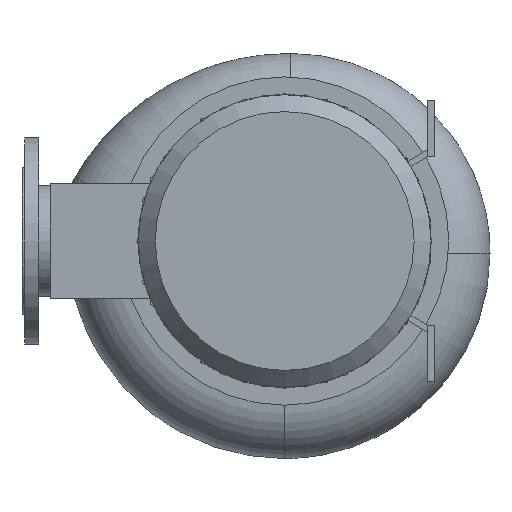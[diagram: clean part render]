
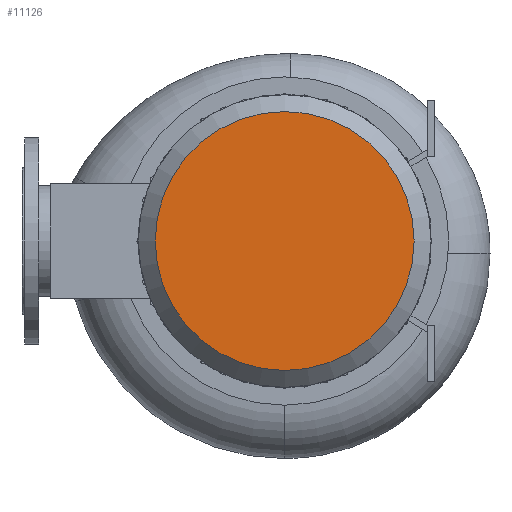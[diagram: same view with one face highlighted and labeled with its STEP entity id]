
A CAD part, left-side view. The second image highlights one B-rep face of the part: STEP entity #11126.
In plain terms, the highlighted planar face has unit normal (-1, 0, 0).
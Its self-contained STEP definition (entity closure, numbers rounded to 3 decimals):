
#1171=CIRCLE('',#12101,137.975);
#1804=FACE_OUTER_BOUND('',#2504,.T.);
#2504=EDGE_LOOP('',(#10117));
#5322=VERTEX_POINT('',#21033);
#6935=EDGE_CURVE('',#5322,#5322,#1171,.T.);
#10117=ORIENTED_EDGE('',*,*,#6935,.T.);
#10527=PLANE('',#12102);
#11126=ADVANCED_FACE('',(#1804),#10527,.T.);
#12101=AXIS2_PLACEMENT_3D('',#21034,#14911,#14912);
#12102=AXIS2_PLACEMENT_3D('',#21035,#14913,#14914);
#14911=DIRECTION('center_axis',(-1.,0.,0.));
#14912=DIRECTION('ref_axis',(0.,0.,1.));
#14913=DIRECTION('center_axis',(-1.,0.,0.));
#14914=DIRECTION('ref_axis',(0.,0.,1.));
#21033=CARTESIAN_POINT('',(-785.,317.975,0.));
#21034=CARTESIAN_POINT('Origin',(-785.,180.,0.));
#21035=CARTESIAN_POINT('Origin',(-785.,180.,0.));
